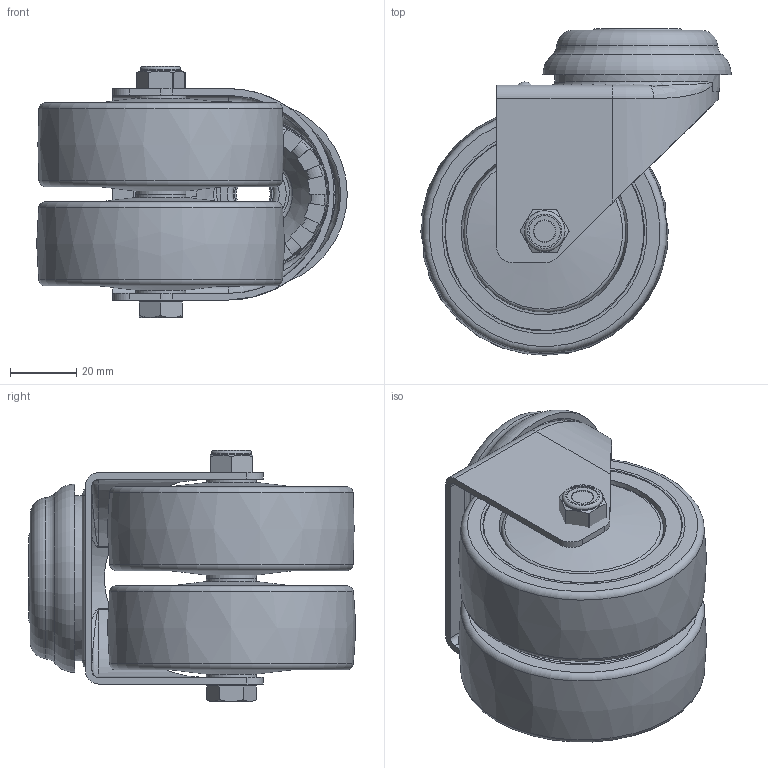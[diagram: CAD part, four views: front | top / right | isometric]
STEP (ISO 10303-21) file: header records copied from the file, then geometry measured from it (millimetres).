
FILE_DESCRIPTION(/* description */ ('KriTec_Doppel_Lenkrolle_2x_D75_antistatisch'),/* implementation_level */ '2;1');
FILE_NAME(/* name */ '13537_KriTec_Doppel_Lenkrolle_2x_D75_antistatisch.stp',/* time_stamp */ '2020-07-10T13:23:12+02:00',/* author */ ('Nell'),/* organization */ (''),/* preprocessor_version */ 'ST-DEVELOPER v17',/* originating_system */ 'Autodesk Inventor 2018',/* authorisation */ '');
FILE_SCHEMA (('AUTOMOTIVE_DESIGN { 1 0 10303 214 3 1 1 }'));
Length unit declared in the file: millimetre
Products named in the file (21): 13537; DSL-3-L10; Lenkgabel-DSL3; Drucklagerscheibe; Aussenschale DS-3 mit Kugeln; Aussenschale-DS3; Kugel_5_5; Innenschale mit Kugel; Innenschale-DS3; Kugel-4-5; Mittelbolzen 10 vernietet; U-Scheibe-20-15x3; Rad 31C-25-30-8; Felge 31C-25; DIN 625 T1 - 6000 - 10 x 26 x 8; Bandage 31-25; KFAD 31-30-8; DIN 931-1 - M8 x 70; M8 DIN 985 Klemmring Blau; M8 DIN 985; Klemmelement M8
Assembly tree (64 placements, depth 4):
  13537
    DSL-3-L10
      Lenkgabel-DSL3
      Drucklagerscheibe
      Aussenschale DS-3 mit Kugeln
        Aussenschale-DS3
        Kugel_5_5  x20
      Innenschale mit Kugel
        Innenschale-DS3
        Kugel-4-5  x24
      Mittelbolzen 10 vernietet
      U-Scheibe-20-15x3
    Rad 31C-25-30-8  x2
      Felge 31C-25
      DIN 625 T1 - 6000 - 10 x 26 x 8
      Bandage 31-25
      KFAD 31-30-8
    DIN 931-1 - M8 x 70
    M8 DIN 985 Klemmring Blau
      M8 DIN 985
      Klemmelement M8
Bounding box: 94 x 98.73 x 75.98 mm (x, y, z)
Volume: 209003.9 mm3; surface area: 124798.2 mm2
Topology: 77 solids, 77 shells, 458 faces, 1287 edges, 908 vertices
Faces by surface type: plane 158, torus 101, cylinder 92, sphere 60, cone 37, bspline 10
Full cylindrical faces by diameter (mm): 6.3 x2, 6.647 x1, 6.8 x1, 8 x1, 8.1 x4, 9.5 x2, 10 x6, 10.3 x1, 11.6 x1, 12.2 x1, 15 x1, 15.1 x1, 15.2 x1, 15.216 x12, 20 x1, 20.784 x4, 22 x5, 26 x4, 28 x1, 32.5 x1, 33.5 x1, 45 x4, 45.4 x1, 46 x1, 49 x4, 50 x1
Entity records: 12765 total; most frequent: CARTESIAN_POINT 3171, DIRECTION 2099, ORIENTED_EDGE 1702, AXIS2_PLACEMENT_3D 920, EDGE_CURVE 851, VERTEX_POINT 621, CIRCLE 524, EDGE_LOOP 376
